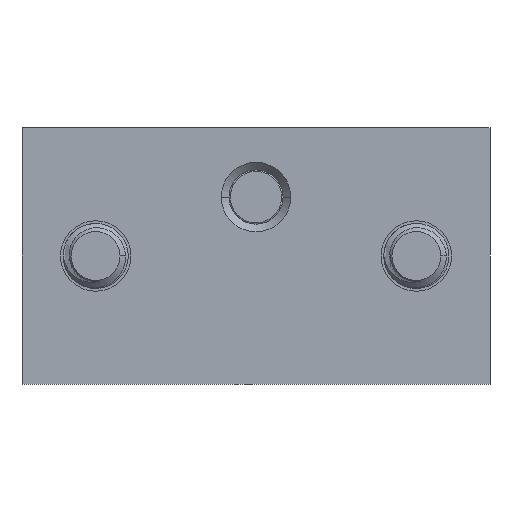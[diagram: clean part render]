
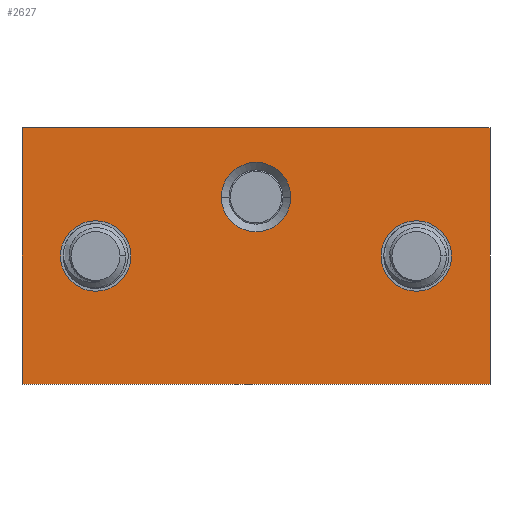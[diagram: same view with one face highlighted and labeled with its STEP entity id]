
A CAD part, front view. The second image highlights one B-rep face of the part: STEP entity #2627.
In plain terms, the highlighted face is planar.
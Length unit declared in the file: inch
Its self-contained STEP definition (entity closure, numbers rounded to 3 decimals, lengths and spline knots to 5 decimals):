
#258 = CARTESIAN_POINT ( 'NONE',  ( 0., 0., 0. ) ) ;
#299 = EDGE_CURVE ( 'NONE', #3492, #1328, #7244, .T. ) ;
#427 = DIRECTION ( 'NONE',  ( 1., 0., 0. ) ) ;
#505 = CARTESIAN_POINT ( 'NONE',  ( 0.222, 0.74, 0. ) ) ;
#1328 = VERTEX_POINT ( 'NONE', #9261 ) ;
#1334 = AXIS2_PLACEMENT_3D ( 'NONE', #10742, #6703, #15536 ) ;
#1431 = CIRCLE ( 'NONE', #1334, 0.203 ) ;
#1438 = CARTESIAN_POINT ( 'NONE',  ( 2.072, 0.74, 0. ) ) ;
#1460 = DIRECTION ( 'NONE',  ( 1., 0., 0. ) ) ;
#1987 = CARTESIAN_POINT ( 'NONE',  ( 2.7, 0., 0. ) ) ;
#2306 = VERTEX_POINT ( 'NONE', #8455 ) ;
#2315 = CARTESIAN_POINT ( 'NONE',  ( 0.425, 0.74, 0. ) ) ;
#2527 = EDGE_CURVE ( 'NONE', #2837, #12849, #16284, .T. ) ;
#2627 = ADVANCED_FACE ( 'NONE', ( #13356, #10188, #16096, #14910 ), #10436, .F. ) ;
#2711 = AXIS2_PLACEMENT_3D ( 'NONE', #15594, #13303, #14540 ) ;
#2837 = VERTEX_POINT ( 'NONE', #7308 ) ;
#2868 = CARTESIAN_POINT ( 'NONE',  ( 0., 0., 0. ) ) ;
#2944 = EDGE_LOOP ( 'NONE', ( #13394, #7642 ) ) ;
#3492 = VERTEX_POINT ( 'NONE', #1438 ) ;
#3588 = CARTESIAN_POINT ( 'NONE',  ( 2.7, 1.48, 0. ) ) ;
#3736 = CIRCLE ( 'NONE', #8375, 0.203 ) ;
#4153 = DIRECTION ( 'NONE',  ( 0., 0., 1. ) ) ;
#4267 = EDGE_CURVE ( 'NONE', #6066, #15748, #11134, .T. ) ;
#4413 = DIRECTION ( 'NONE',  ( 0., 1., 0. ) ) ;
#4449 = CARTESIAN_POINT ( 'NONE',  ( 0., 1.48, 0. ) ) ;
#4536 = VERTEX_POINT ( 'NONE', #6702 ) ;
#4610 = CARTESIAN_POINT ( 'NONE',  ( 0., 1.48, 0. ) ) ;
#4709 = DIRECTION ( 'NONE',  ( 0., 0., 1. ) ) ;
#5019 = EDGE_LOOP ( 'NONE', ( #16241, #13418, #5703, #9201 ) ) ;
#5113 = VECTOR ( 'NONE', #14506, 39.37008 ) ;
#5145 = CIRCLE ( 'NONE', #9327, 0.2 ) ;
#5309 = DIRECTION ( 'NONE',  ( 0., 0., 1. ) ) ;
#5638 = EDGE_CURVE ( 'NONE', #10240, #4536, #9293, .T. ) ;
#5703 = ORIENTED_EDGE ( 'NONE', *, *, #12522, .F. ) ;
#5712 = VERTEX_POINT ( 'NONE', #4449 ) ;
#5991 = LINE ( 'NONE', #3588, #6941 ) ;
#6066 = VERTEX_POINT ( 'NONE', #14047 ) ;
#6702 = CARTESIAN_POINT ( 'NONE',  ( 1.15, 0.4, 0. ) ) ;
#6703 = DIRECTION ( 'NONE',  ( 0., 0., 1. ) ) ;
#6941 = VECTOR ( 'NONE', #13780, 39.37008 ) ;
#6945 = EDGE_CURVE ( 'NONE', #4536, #10240, #5145, .T. ) ;
#7244 = CIRCLE ( 'NONE', #14389, 0.203 ) ;
#7264 = CARTESIAN_POINT ( 'NONE',  ( 1.35, 0.4, 0. ) ) ;
#7308 = CARTESIAN_POINT ( 'NONE',  ( 0., 0., 0. ) ) ;
#7525 = CARTESIAN_POINT ( 'NONE',  ( 2.7, 0., 0. ) ) ;
#7536 = DIRECTION ( 'NONE',  ( 0., 0., 1. ) ) ;
#7642 = ORIENTED_EDGE ( 'NONE', *, *, #5638, .T. ) ;
#7663 = EDGE_LOOP ( 'NONE', ( #10165, #9217 ) ) ;
#7890 = EDGE_CURVE ( 'NONE', #5712, #2837, #8463, .T. ) ;
#8231 = ORIENTED_EDGE ( 'NONE', *, *, #4267, .T. ) ;
#8375 = AXIS2_PLACEMENT_3D ( 'NONE', #11463, #5309, #1460 ) ;
#8444 = CARTESIAN_POINT ( 'NONE',  ( 1.55, 0.4, 0. ) ) ;
#8455 = CARTESIAN_POINT ( 'NONE',  ( 2.7, 1.48, 0. ) ) ;
#8463 = LINE ( 'NONE', #4610, #5113 ) ;
#9201 = ORIENTED_EDGE ( 'NONE', *, *, #2527, .F. ) ;
#9217 = ORIENTED_EDGE ( 'NONE', *, *, #299, .T. ) ;
#9261 = CARTESIAN_POINT ( 'NONE',  ( 2.478, 0.74, 0. ) ) ;
#9293 = CIRCLE ( 'NONE', #2711, 0.2 ) ;
#9327 = AXIS2_PLACEMENT_3D ( 'NONE', #7264, #4709, #13440 ) ;
#9398 = EDGE_CURVE ( 'NONE', #15748, #6066, #3736, .T. ) ;
#9737 = EDGE_LOOP ( 'NONE', ( #8231, #10560 ) ) ;
#10165 = ORIENTED_EDGE ( 'NONE', *, *, #15785, .T. ) ;
#10188 = FACE_BOUND ( 'NONE', #7663, .T. ) ;
#10194 = AXIS2_PLACEMENT_3D ( 'NONE', #2315, #7536, #12429 ) ;
#10240 = VERTEX_POINT ( 'NONE', #8444 ) ;
#10323 = DIRECTION ( 'NONE',  ( 1., 0., 0. ) ) ;
#10436 = PLANE ( 'NONE',  #12830 ) ;
#10560 = ORIENTED_EDGE ( 'NONE', *, *, #9398, .T. ) ;
#10574 = VECTOR ( 'NONE', #10323, 39.37008 ) ;
#10742 = CARTESIAN_POINT ( 'NONE',  ( 2.275, 0.74, 0. ) ) ;
#10788 = VECTOR ( 'NONE', #4413, 39.37008 ) ;
#11134 = CIRCLE ( 'NONE', #10194, 0.203 ) ;
#11463 = CARTESIAN_POINT ( 'NONE',  ( 0.425, 0.74, 0. ) ) ;
#12241 = CARTESIAN_POINT ( 'NONE',  ( 2.275, 0.74, 0. ) ) ;
#12429 = DIRECTION ( 'NONE',  ( 1., 0., 0. ) ) ;
#12522 = EDGE_CURVE ( 'NONE', #12849, #2306, #15503, .T. ) ;
#12830 = AXIS2_PLACEMENT_3D ( 'NONE', #2868, #4153, #427 ) ;
#12849 = VERTEX_POINT ( 'NONE', #7525 ) ;
#13303 = DIRECTION ( 'NONE',  ( 0., 0., 1. ) ) ;
#13356 = FACE_BOUND ( 'NONE', #2944, .T. ) ;
#13394 = ORIENTED_EDGE ( 'NONE', *, *, #6945, .T. ) ;
#13400 = DIRECTION ( 'NONE',  ( 1., 0., 0. ) ) ;
#13418 = ORIENTED_EDGE ( 'NONE', *, *, #14962, .F. ) ;
#13440 = DIRECTION ( 'NONE',  ( 1., 0., 0. ) ) ;
#13780 = DIRECTION ( 'NONE',  ( -1., 0., 0. ) ) ;
#14047 = CARTESIAN_POINT ( 'NONE',  ( 0.628, 0.74, 0. ) ) ;
#14389 = AXIS2_PLACEMENT_3D ( 'NONE', #12241, #14527, #13400 ) ;
#14506 = DIRECTION ( 'NONE',  ( 0., -1., 0. ) ) ;
#14527 = DIRECTION ( 'NONE',  ( 0., 0., 1. ) ) ;
#14540 = DIRECTION ( 'NONE',  ( 1., 0., 0. ) ) ;
#14910 = FACE_OUTER_BOUND ( 'NONE', #5019, .T. ) ;
#14962 = EDGE_CURVE ( 'NONE', #2306, #5712, #5991, .T. ) ;
#15503 = LINE ( 'NONE', #1987, #10788 ) ;
#15536 = DIRECTION ( 'NONE',  ( 1., 0., 0. ) ) ;
#15594 = CARTESIAN_POINT ( 'NONE',  ( 1.35, 0.4, 0. ) ) ;
#15748 = VERTEX_POINT ( 'NONE', #505 ) ;
#15785 = EDGE_CURVE ( 'NONE', #1328, #3492, #1431, .T. ) ;
#16096 = FACE_BOUND ( 'NONE', #9737, .T. ) ;
#16241 = ORIENTED_EDGE ( 'NONE', *, *, #7890, .F. ) ;
#16284 = LINE ( 'NONE', #258, #10574 ) ;
